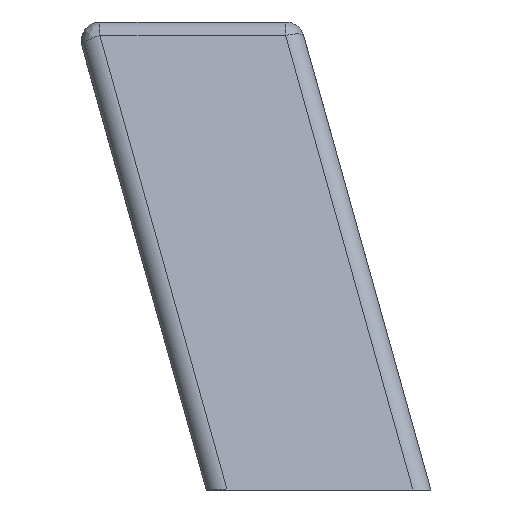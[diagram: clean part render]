
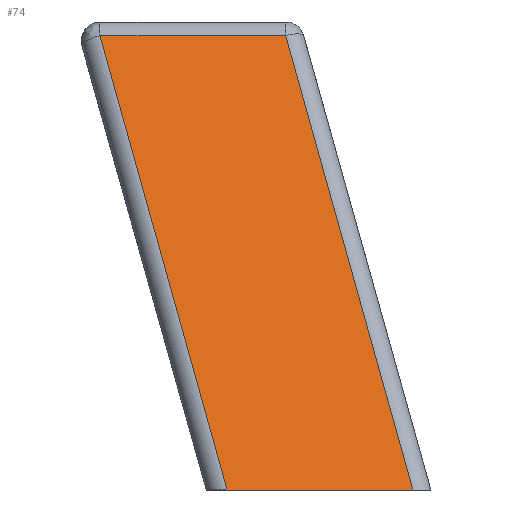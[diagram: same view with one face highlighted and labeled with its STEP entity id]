
A CAD part, left-side view. The second image highlights one B-rep face of the part: STEP entity #74.
In plain terms, the highlighted planar face has unit normal (-0.963, 0, 0.27).
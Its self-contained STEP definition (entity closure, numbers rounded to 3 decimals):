
#74=ADVANCED_FACE('',(#423),#422,.F.);
#422=PLANE('',#1560);
#423=FACE_OUTER_BOUND('',#1561,.T.);
#1557=CARTESIAN_POINT('',(-42.525,-0.709,26.697));
#1558=DIRECTION('',(0.963,0.,-0.27));
#1559=DIRECTION('',(-0.27,0.,-0.963));
#1560=AXIS2_PLACEMENT_3D('',#1557,#1558,#1559);
#1561=EDGE_LOOP('',(#1737,#1738,#1739,#1740));
#1737=ORIENTED_EDGE('',*,*,#1854,.T.);
#1738=ORIENTED_EDGE('',*,*,#1801,.T.);
#1739=ORIENTED_EDGE('',*,*,#1840,.T.);
#1740=ORIENTED_EDGE('',*,*,#1816,.T.);
#1801=EDGE_CURVE('',#2066,#2053,#2067,.T.);
#1816=EDGE_CURVE('',#2147,#2160,#2168,.T.);
#1840=EDGE_CURVE('',#2053,#2147,#2324,.T.);
#1854=EDGE_CURVE('',#2160,#2066,#2414,.T.);
#2053=VERTEX_POINT('',#2596);
#2066=VERTEX_POINT('',#2605);
#2067=LINE('',#2606,#2607);
#2147=VERTEX_POINT('',#2656);
#2160=VERTEX_POINT('',#2665);
#2168=LINE('',#2672,#2673);
#2324=LINE('',#2764,#2765);
#2414=LINE('',#2818,#2819);
#2596=CARTESIAN_POINT('',(-43.205,7.758,24.27));
#2605=CARTESIAN_POINT('',(-50.,0.963,0.));
#2606=CARTESIAN_POINT('',(-50.,0.963,0.));
#2607=VECTOR('',#2608,26.103);
#2608=DIRECTION('',(0.26,0.26,0.93));
#2656=CARTESIAN_POINT('',(-43.205,17.681,24.27));
#2665=CARTESIAN_POINT('',(-50.,10.886,0.));
#2672=CARTESIAN_POINT('',(-43.205,17.681,24.27));
#2673=VECTOR('',#2674,26.103);
#2674=DIRECTION('',(-0.26,-0.26,-0.93));
#2764=CARTESIAN_POINT('',(-43.205,7.758,24.27));
#2765=VECTOR('',#2766,9.923);
#2766=DIRECTION('',(0.,1.,0.));
#2818=CARTESIAN_POINT('',(-50.,10.886,0.));
#2819=VECTOR('',#2820,9.923);
#2820=DIRECTION('',(0.,-1.,0.));
